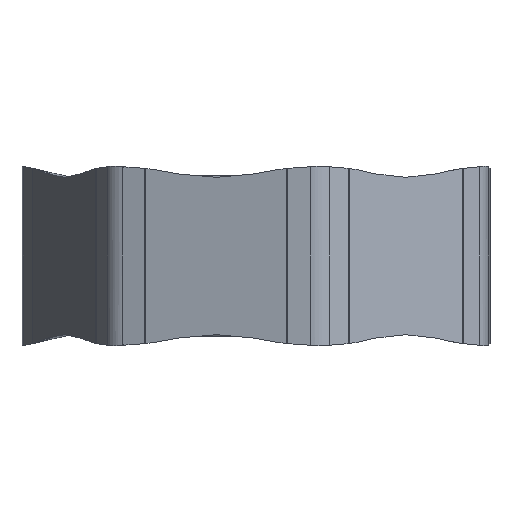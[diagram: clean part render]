
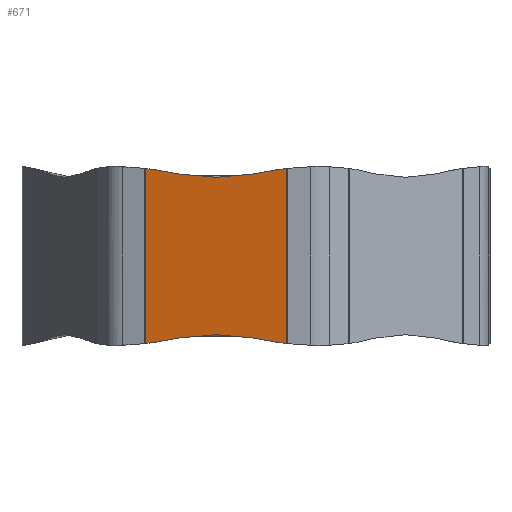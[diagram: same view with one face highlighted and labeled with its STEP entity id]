
A CAD part, left-side view. The second image highlights one B-rep face of the part: STEP entity #671.
In plain terms, the highlighted planar face has unit normal (-0.975, 0.223, 0).
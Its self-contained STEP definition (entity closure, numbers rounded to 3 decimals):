
#671=ADVANCED_FACE('',(#1014),#739,.T.);
#739=PLANE('',#5917);
#1014=FACE_OUTER_BOUND('',#1342,.T.);
#1342=EDGE_LOOP('',(#3672,#3673,#3674,#3675,#3676,#3677,#3678,#3679,#3680,
#3681,#3682,#3683,#3684,#3685,#3686,#3687));
#1720=LINE('',#15976,#2096);
#1721=LINE('',#15984,#2097);
#1722=LINE('',#15986,#2098);
#1723=LINE('',#15988,#2099);
#1724=LINE('',#15995,#2100);
#2096=VECTOR('',#6496,1.);
#2097=VECTOR('',#6497,1.);
#2098=VECTOR('',#6498,1.);
#2099=VECTOR('',#6499,1.);
#2100=VECTOR('',#6500,1.);
#3672=ORIENTED_EDGE('',*,*,#5275,.T.);
#3673=ORIENTED_EDGE('',*,*,#5276,.T.);
#3674=ORIENTED_EDGE('',*,*,#5277,.T.);
#3675=ORIENTED_EDGE('',*,*,#5278,.T.);
#3676=ORIENTED_EDGE('',*,*,#5279,.T.);
#3677=ORIENTED_EDGE('',*,*,#5280,.T.);
#3678=ORIENTED_EDGE('',*,*,#5281,.T.);
#3679=ORIENTED_EDGE('',*,*,#5282,.T.);
#3680=ORIENTED_EDGE('',*,*,#5283,.T.);
#3681=ORIENTED_EDGE('',*,*,#5284,.T.);
#3682=ORIENTED_EDGE('',*,*,#5274,.T.);
#3683=ORIENTED_EDGE('',*,*,#5270,.F.);
#3684=ORIENTED_EDGE('',*,*,#5285,.T.);
#3685=ORIENTED_EDGE('',*,*,#5286,.T.);
#3686=ORIENTED_EDGE('',*,*,#5287,.T.);
#3687=ORIENTED_EDGE('',*,*,#5288,.T.);
#4432=VERTEX_POINT('',#15888);
#4433=VERTEX_POINT('',#15919);
#4434=VERTEX_POINT('',#15949);
#4435=VERTEX_POINT('',#15977);
#4436=VERTEX_POINT('',#15978);
#4437=VERTEX_POINT('',#15983);
#4438=VERTEX_POINT('',#15985);
#4439=VERTEX_POINT('',#15987);
#4440=VERTEX_POINT('',#15989);
#4441=VERTEX_POINT('',#15994);
#4442=VERTEX_POINT('',#15996);
#4443=VERTEX_POINT('',#16002);
#4444=VERTEX_POINT('',#16008);
#4445=VERTEX_POINT('',#16024);
#4446=VERTEX_POINT('',#16030);
#4447=VERTEX_POINT('',#16036);
#5270=EDGE_CURVE('',#4432,#4433,#5764,.T.);
#5274=EDGE_CURVE('',#4434,#4433,#5766,.T.);
#5275=EDGE_CURVE('',#4435,#4436,#1720,.T.);
#5276=EDGE_CURVE('',#4436,#4437,#5767,.T.);
#5277=EDGE_CURVE('',#4437,#4438,#1721,.T.);
#5278=EDGE_CURVE('',#4438,#4439,#1722,.T.);
#5279=EDGE_CURVE('',#4439,#4440,#1723,.T.);
#5280=EDGE_CURVE('',#4440,#4441,#5768,.T.);
#5281=EDGE_CURVE('',#4441,#4442,#1724,.T.);
#5282=EDGE_CURVE('',#4442,#4443,#5769,.T.);
#5283=EDGE_CURVE('',#4443,#4444,#5770,.T.);
#5284=EDGE_CURVE('',#4444,#4434,#5771,.T.);
#5285=EDGE_CURVE('',#4432,#4445,#5772,.T.);
#5286=EDGE_CURVE('',#4445,#4446,#5773,.T.);
#5287=EDGE_CURVE('',#4446,#4447,#5774,.T.);
#5288=EDGE_CURVE('',#4447,#4435,#5775,.T.);
#5764=B_SPLINE_CURVE_WITH_KNOTS('',3,(#15915,#15916,#15917,#15918),
 .UNSPECIFIED.,.F.,.F.,(4,4),(0.,1.),.UNSPECIFIED.);
#5766=B_SPLINE_CURVE_WITH_KNOTS('',3,(#15950,#15951,#15952,#15953,#15954,
#15955,#15956,#15957,#15958,#15959),.UNSPECIFIED.,.F.,.F.,(4,3,3,4),(0.,
0.258,0.515,1.),.UNSPECIFIED.);
#5767=B_SPLINE_CURVE_WITH_KNOTS('',3,(#15979,#15980,#15981,#15982),
 .UNSPECIFIED.,.F.,.F.,(4,4),(0.,1.),.UNSPECIFIED.);
#5768=B_SPLINE_CURVE_WITH_KNOTS('',3,(#15990,#15991,#15992,#15993),
 .UNSPECIFIED.,.F.,.F.,(4,4),(0.,1.),.UNSPECIFIED.);
#5769=B_SPLINE_CURVE_WITH_KNOTS('',3,(#15997,#15998,#15999,#16000,#16001),
 .UNSPECIFIED.,.F.,.F.,(4,1,4),(0.,0.299,1.),.UNSPECIFIED.);
#5770=B_SPLINE_CURVE_WITH_KNOTS('',3,(#16003,#16004,#16005,#16006,#16007),
 .UNSPECIFIED.,.F.,.F.,(4,1,4),(0.,0.701,1.),.UNSPECIFIED.);
#5771=B_SPLINE_CURVE_WITH_KNOTS('',3,(#16009,#16010,#16011,#16012,#16013),
 .UNSPECIFIED.,.F.,.F.,(4,1,4),(0.,0.5,1.),.UNSPECIFIED.);
#5772=B_SPLINE_CURVE_WITH_KNOTS('',3,(#16014,#16015,#16016,#16017,#16018,
#16019,#16020,#16021,#16022,#16023),.UNSPECIFIED.,.F.,.F.,(4,3,3,4),(0.,
0.258,0.515,1.),.UNSPECIFIED.);
#5773=B_SPLINE_CURVE_WITH_KNOTS('',3,(#16025,#16026,#16027,#16028,#16029),
 .UNSPECIFIED.,.F.,.F.,(4,1,4),(0.,0.5,1.),.UNSPECIFIED.);
#5774=B_SPLINE_CURVE_WITH_KNOTS('',3,(#16031,#16032,#16033,#16034,#16035),
 .UNSPECIFIED.,.F.,.F.,(4,1,4),(0.,0.299,1.),.UNSPECIFIED.);
#5775=B_SPLINE_CURVE_WITH_KNOTS('',3,(#16037,#16038,#16039,#16040,#16041),
 .UNSPECIFIED.,.F.,.F.,(4,1,4),(0.,0.701,1.),.UNSPECIFIED.);
#5917=AXIS2_PLACEMENT_3D('',#16042,#6501,#6502);
#6496=DIRECTION('',(-0.219,-0.96,-0.174));
#6497=DIRECTION('',(-0.222,-0.972,-0.081));
#6498=DIRECTION('',(0.,0.,1.));
#6499=DIRECTION('',(0.222,0.972,-0.081));
#6500=DIRECTION('',(0.219,0.96,-0.174));
#6501=DIRECTION('',(-0.975,0.222,0.));
#6502=DIRECTION('',(0.222,0.975,0.));
#15888=CARTESIAN_POINT('',(-9.033,5.366,-0.633));
#15915=CARTESIAN_POINT('',(-9.032,5.366,-0.633));
#15916=CARTESIAN_POINT('',(-9.032,5.366,1.972));
#15917=CARTESIAN_POINT('',(-9.032,5.366,4.578));
#15918=CARTESIAN_POINT('',(-9.032,5.366,7.183));
#15919=CARTESIAN_POINT('',(-9.033,5.366,7.183));
#15949=CARTESIAN_POINT('',(-9.133,4.924,7.125));
#15950=CARTESIAN_POINT('',(-9.133,4.924,7.125));
#15951=CARTESIAN_POINT('',(-9.125,4.961,7.132));
#15952=CARTESIAN_POINT('',(-9.116,4.999,7.138));
#15953=CARTESIAN_POINT('',(-9.108,5.037,7.144));
#15954=CARTESIAN_POINT('',(-9.099,5.075,7.15));
#15955=CARTESIAN_POINT('',(-9.09,5.113,7.155));
#15956=CARTESIAN_POINT('',(-9.082,5.151,7.16));
#15957=CARTESIAN_POINT('',(-9.065,5.222,7.17));
#15958=CARTESIAN_POINT('',(-9.049,5.294,7.177));
#15959=CARTESIAN_POINT('',(-9.033,5.366,7.183));
#15976=CARTESIAN_POINT('',(-10.247,0.043,-0.481));
#15977=CARTESIAN_POINT('',(-10.13,0.558,-0.388));
#15978=CARTESIAN_POINT('',(-10.365,-0.473,-0.575));
#15979=CARTESIAN_POINT('',(-10.365,-0.473,-0.575));
#15980=CARTESIAN_POINT('',(-10.398,-0.619,-0.601));
#15981=CARTESIAN_POINT('',(-10.432,-0.767,-0.621));
#15982=CARTESIAN_POINT('',(-10.466,-0.916,-0.633));
#15983=CARTESIAN_POINT('',(-10.466,-0.916,-0.633));
#15984=CARTESIAN_POINT('',(-10.467,-0.919,-0.634));
#15985=CARTESIAN_POINT('',(-10.468,-0.922,-0.634));
#15986=CARTESIAN_POINT('',(-10.468,-0.922,-0.634));
#15987=CARTESIAN_POINT('',(-10.468,-0.922,7.184));
#15988=CARTESIAN_POINT('',(-10.467,-0.919,7.184));
#15989=CARTESIAN_POINT('',(-10.466,-0.916,7.183));
#15990=CARTESIAN_POINT('',(-10.466,-0.916,7.183));
#15991=CARTESIAN_POINT('',(-10.432,-0.767,7.171));
#15992=CARTESIAN_POINT('',(-10.398,-0.619,7.151));
#15993=CARTESIAN_POINT('',(-10.365,-0.473,7.125));
#15994=CARTESIAN_POINT('',(-10.365,-0.473,7.125));
#15995=CARTESIAN_POINT('',(-10.247,0.043,7.031));
#15996=CARTESIAN_POINT('',(-10.13,0.558,6.938));
#15997=CARTESIAN_POINT('',(-10.13,0.558,6.938));
#15998=CARTESIAN_POINT('',(-10.092,0.723,6.908));
#15999=CARTESIAN_POINT('',(-9.965,1.278,6.823));
#16000=CARTESIAN_POINT('',(-9.839,1.834,6.788));
#16001=CARTESIAN_POINT('',(-9.749,2.225,6.788));
#16002=CARTESIAN_POINT('',(-9.749,2.225,6.788));
#16003=CARTESIAN_POINT('',(-9.749,2.225,6.788));
#16004=CARTESIAN_POINT('',(-9.66,2.616,6.788));
#16005=CARTESIAN_POINT('',(-9.533,3.172,6.823));
#16006=CARTESIAN_POINT('',(-9.407,3.727,6.908));
#16007=CARTESIAN_POINT('',(-9.369,3.892,6.938));
#16008=CARTESIAN_POINT('',(-9.369,3.892,6.938));
#16009=CARTESIAN_POINT('',(-9.369,3.892,6.938));
#16010=CARTESIAN_POINT('',(-9.33,4.064,6.969));
#16011=CARTESIAN_POINT('',(-9.251,4.408,7.031));
#16012=CARTESIAN_POINT('',(-9.173,4.751,7.094));
#16013=CARTESIAN_POINT('',(-9.133,4.924,7.125));
#16014=CARTESIAN_POINT('',(-9.033,5.366,-0.633));
#16015=CARTESIAN_POINT('',(-9.041,5.328,-0.63));
#16016=CARTESIAN_POINT('',(-9.05,5.289,-0.626));
#16017=CARTESIAN_POINT('',(-9.059,5.251,-0.622));
#16018=CARTESIAN_POINT('',(-9.067,5.213,-0.618));
#16019=CARTESIAN_POINT('',(-9.076,5.175,-0.614));
#16020=CARTESIAN_POINT('',(-9.085,5.137,-0.608));
#16021=CARTESIAN_POINT('',(-9.101,5.066,-0.599));
#16022=CARTESIAN_POINT('',(-9.117,4.994,-0.588));
#16023=CARTESIAN_POINT('',(-9.133,4.924,-0.575));
#16024=CARTESIAN_POINT('',(-9.133,4.924,-0.575));
#16025=CARTESIAN_POINT('',(-9.133,4.924,-0.575));
#16026=CARTESIAN_POINT('',(-9.173,4.751,-0.544));
#16027=CARTESIAN_POINT('',(-9.251,4.408,-0.481));
#16028=CARTESIAN_POINT('',(-9.33,4.064,-0.419));
#16029=CARTESIAN_POINT('',(-9.369,3.892,-0.388));
#16030=CARTESIAN_POINT('',(-9.369,3.892,-0.388));
#16031=CARTESIAN_POINT('',(-9.369,3.892,-0.388));
#16032=CARTESIAN_POINT('',(-9.407,3.727,-0.358));
#16033=CARTESIAN_POINT('',(-9.533,3.172,-0.273));
#16034=CARTESIAN_POINT('',(-9.66,2.616,-0.238));
#16035=CARTESIAN_POINT('',(-9.749,2.225,-0.238));
#16036=CARTESIAN_POINT('',(-9.749,2.225,-0.238));
#16037=CARTESIAN_POINT('',(-9.749,2.225,-0.238));
#16038=CARTESIAN_POINT('',(-9.839,1.834,-0.238));
#16039=CARTESIAN_POINT('',(-9.965,1.278,-0.273));
#16040=CARTESIAN_POINT('',(-10.092,0.723,-0.358));
#16041=CARTESIAN_POINT('',(-10.13,0.558,-0.388));
#16042=CARTESIAN_POINT('',(-8.678,6.92,7.775));
